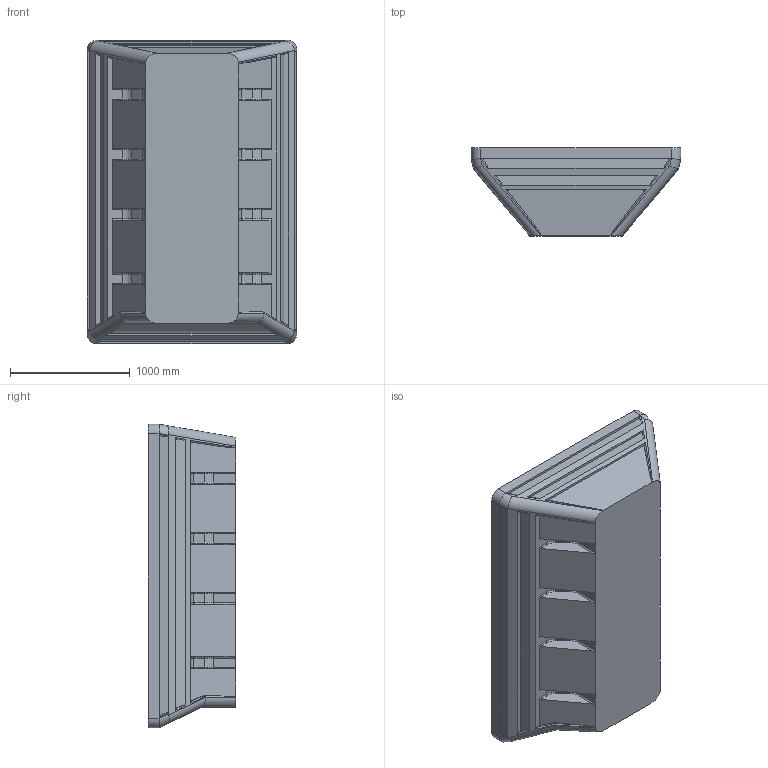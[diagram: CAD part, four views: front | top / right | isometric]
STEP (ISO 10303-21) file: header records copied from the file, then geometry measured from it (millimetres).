
FILE_DESCRIPTION (( 'STEP AP203' ), '1' );
FILE_NAME ('CACAMBA DE 2500 LT.STEP', '2017-07-17T22:08:39', ( '' ), ( '' ), 'SwSTEP 2.0', 'SolidWorks 2011', '' );
FILE_SCHEMA (( 'CONFIG_CONTROL_DESIGN' ));
Length unit declared in the file: millimetre
Products named in the file (1): CACAMBA DE 2500 LT
Bounding box: 1746.73 x 730 x 2530 mm (x, y, z)
Volume: 302168535.2 mm3; surface area: 20552185.6 mm2
Topology: 1 solids, 1 shells, 493 faces, 1280 edges, 798 vertices
Faces by surface type: plane 229, cylinder 198, torus 66
Entity records: 15134 total; most frequent: CARTESIAN_POINT 3398, ORIENTED_EDGE 2560, DIRECTION 2382, EDGE_CURVE 1280, AXIS2_PLACEMENT_3D 822, VERTEX_POINT 798, LINE 738, VECTOR 738
